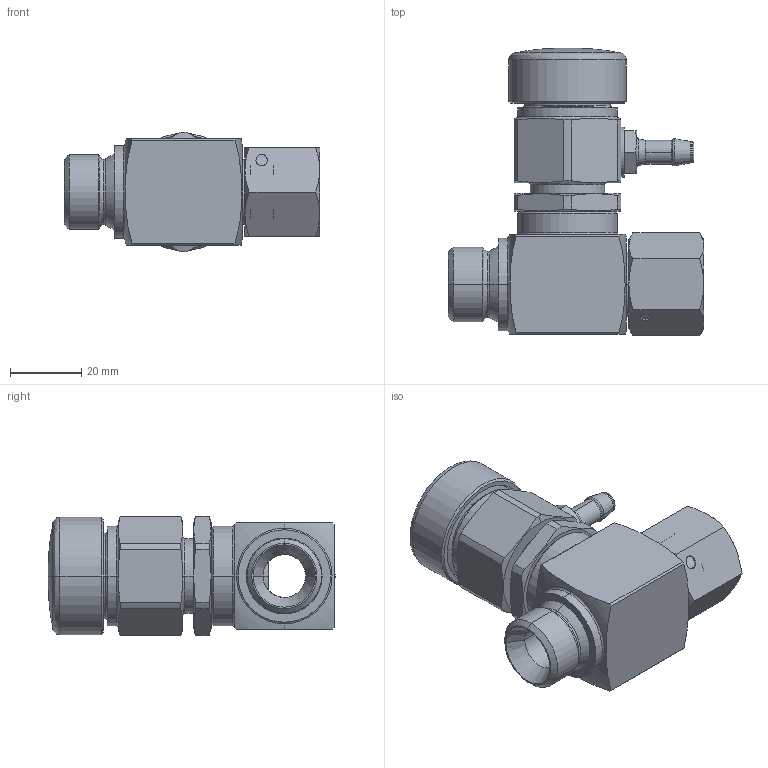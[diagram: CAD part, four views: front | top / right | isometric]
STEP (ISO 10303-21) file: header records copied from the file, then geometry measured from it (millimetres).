
FILE_DESCRIPTION (( 'STEP AP214' ), '1' );
FILE_NAME ('TA50.STEP', '2015-09-07T09:18:11', ( 'admin' ), ( 'Microsoft' ), 'SwSTEP 2.0', 'SolidWorks 2009', '' );
FILE_SCHEMA (( 'AUTOMOTIVE_DESIGN' ));
Length unit declared in the file: millimetre
Products named in the file (1): TA50
Bounding box: 71.75 x 80.73 x 33.5 mm (x, y, z)
Volume: 72914.8 mm3; surface area: 25940.6 mm2
Topology: 4 solids, 7 shells, 399 faces, 963 edges, 586 vertices
Faces by surface type: cylinder 119, plane 97, cone 92, bspline 63, torus 28
Entity records: 13769 total; most frequent: CARTESIAN_POINT 4823, ORIENTED_EDGE 1914, DIRECTION 1865, EDGE_CURVE 957, AXIS2_PLACEMENT_3D 792, VERTEX_POINT 586, CIRCLE 455, EDGE_LOOP 425
